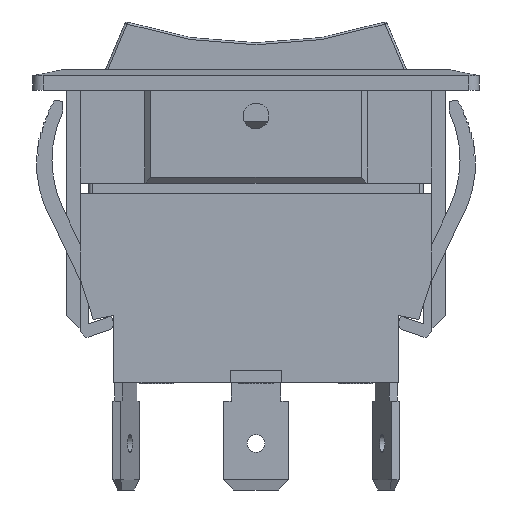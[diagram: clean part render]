
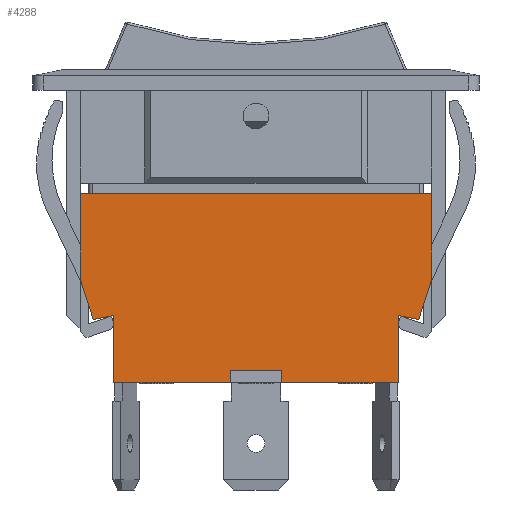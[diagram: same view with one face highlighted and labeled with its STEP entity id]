
A CAD part, front view. The second image highlights one B-rep face of the part: STEP entity #4288.
In plain terms, the highlighted planar face has unit normal (0, -1, 0).
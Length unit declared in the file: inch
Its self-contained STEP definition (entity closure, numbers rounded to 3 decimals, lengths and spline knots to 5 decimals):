
#4106=CARTESIAN_POINT('',(-0.66929,-0.38386,0.3937));
#4107=VERTEX_POINT('',#4106);
#4114=CARTESIAN_POINT('',(-0.66929,-0.38386,0.72047));
#4115=VERTEX_POINT('',#4114);
#4116=CARTESIAN_POINT('',(-0.66929,-0.38386,0.3937));
#4117=DIRECTION('',(0.0,0.0,1.0));
#4118=VECTOR('',#4117,0.32677);
#4119=LINE('',#4116,#4118);
#4120=EDGE_CURVE('',#4107,#4115,#4119,.T.);
#4158=CARTESIAN_POINT('',(0.66929,-0.38386,0.72047));
#4159=VERTEX_POINT('',#4158);
#4160=CARTESIAN_POINT('',(0.66929,-0.38386,0.72047));
#4161=DIRECTION('',(-1.0,0.0,0.0));
#4162=VECTOR('',#4161,1.33858);
#4163=LINE('',#4160,#4162);
#4164=EDGE_CURVE('',#4159,#4115,#4163,.T.);
#4185=CARTESIAN_POINT('',(0.73622,-0.38386,-0.03602));
#4186=DIRECTION('',(0.0,-1.0,0.0));
#4187=DIRECTION('',(0.0,0.0,-1.0));
#4188=AXIS2_PLACEMENT_3D('',#4185,#4186,#4187);
#4189=PLANE('',#4188);
#4190=ORIENTED_EDGE('',*,*,#4164,.T.);
#4191=ORIENTED_EDGE('',*,*,#4120,.F.);
#4192=CARTESIAN_POINT('',(-0.62008,-0.38386,0.24016));
#4193=VERTEX_POINT('',#4192);
#4194=CARTESIAN_POINT('',(-0.66929,-0.38386,0.3937));
#4195=DIRECTION('',(0.305,0.0,-0.952));
#4196=VECTOR('',#4195,0.16124);
#4197=LINE('',#4194,#4196);
#4198=EDGE_CURVE('',#4107,#4193,#4197,.T.);
#4199=ORIENTED_EDGE('',*,*,#4198,.T.);
#4200=CARTESIAN_POINT('',(-0.54134,-0.38386,0.25591));
#4201=VERTEX_POINT('',#4200);
#4202=CARTESIAN_POINT('',(-0.62008,-0.38386,0.24016));
#4203=DIRECTION('',(0.981,0.0,0.196));
#4204=VECTOR('',#4203,0.0803);
#4205=LINE('',#4202,#4204);
#4206=EDGE_CURVE('',#4193,#4201,#4205,.T.);
#4207=ORIENTED_EDGE('',*,*,#4206,.T.);
#4208=CARTESIAN_POINT('',(-0.54134,-0.38386,0.));
#4209=VERTEX_POINT('',#4208);
#4210=CARTESIAN_POINT('',(-0.54134,-0.38386,0.25591));
#4211=DIRECTION('',(0.0,0.0,-1.0));
#4212=VECTOR('',#4211,0.25591);
#4213=LINE('',#4210,#4212);
#4214=EDGE_CURVE('',#4201,#4209,#4213,.T.);
#4215=ORIENTED_EDGE('',*,*,#4214,.T.);
#4216=CARTESIAN_POINT('',(-0.09843,-0.38386,0.));
#4217=VERTEX_POINT('',#4216);
#4218=CARTESIAN_POINT('',(-0.09843,-0.38386,0.));
#4219=DIRECTION('',(-1.0,0.0,0.0));
#4220=VECTOR('',#4219,0.44291);
#4221=LINE('',#4218,#4220);
#4222=EDGE_CURVE('',#4217,#4209,#4221,.T.);
#4223=ORIENTED_EDGE('',*,*,#4222,.F.);
#4224=CARTESIAN_POINT('',(-0.09843,-0.38386,0.04724));
#4225=VERTEX_POINT('',#4224);
#4226=CARTESIAN_POINT('',(-0.09843,-0.38386,0.));
#4227=DIRECTION('',(0.0,0.0,1.0));
#4228=VECTOR('',#4227,0.04724);
#4229=LINE('',#4226,#4228);
#4230=EDGE_CURVE('',#4217,#4225,#4229,.T.);
#4231=ORIENTED_EDGE('',*,*,#4230,.T.);
#4232=CARTESIAN_POINT('',(0.09843,-0.38386,0.04724));
#4233=VERTEX_POINT('',#4232);
#4234=CARTESIAN_POINT('',(-0.09843,-0.38386,0.04724));
#4235=DIRECTION('',(1.0,0.0,0.0));
#4236=VECTOR('',#4235,0.19685);
#4237=LINE('',#4234,#4236);
#4238=EDGE_CURVE('',#4225,#4233,#4237,.T.);
#4239=ORIENTED_EDGE('',*,*,#4238,.T.);
#4240=CARTESIAN_POINT('',(0.09843,-0.38386,0.));
#4241=VERTEX_POINT('',#4240);
#4242=CARTESIAN_POINT('',(0.09843,-0.38386,0.04724));
#4243=DIRECTION('',(0.0,0.0,-1.0));
#4244=VECTOR('',#4243,0.04724);
#4245=LINE('',#4242,#4244);
#4246=EDGE_CURVE('',#4233,#4241,#4245,.T.);
#4247=ORIENTED_EDGE('',*,*,#4246,.T.);
#4248=CARTESIAN_POINT('',(0.54134,-0.38386,0.));
#4249=VERTEX_POINT('',#4248);
#4250=CARTESIAN_POINT('',(0.54134,-0.38386,0.));
#4251=DIRECTION('',(-1.0,0.0,0.0));
#4252=VECTOR('',#4251,0.44291);
#4253=LINE('',#4250,#4252);
#4254=EDGE_CURVE('',#4249,#4241,#4253,.T.);
#4255=ORIENTED_EDGE('',*,*,#4254,.F.);
#4256=CARTESIAN_POINT('',(0.54134,-0.38386,0.25591));
#4257=VERTEX_POINT('',#4256);
#4258=CARTESIAN_POINT('',(0.54134,-0.38386,0.));
#4259=DIRECTION('',(0.0,0.0,1.0));
#4260=VECTOR('',#4259,0.25591);
#4261=LINE('',#4258,#4260);
#4262=EDGE_CURVE('',#4249,#4257,#4261,.T.);
#4263=ORIENTED_EDGE('',*,*,#4262,.T.);
#4264=CARTESIAN_POINT('',(0.62008,-0.38386,0.24016));
#4265=VERTEX_POINT('',#4264);
#4266=CARTESIAN_POINT('',(0.54134,-0.38386,0.25591));
#4267=DIRECTION('',(0.981,0.0,-0.196));
#4268=VECTOR('',#4267,0.0803);
#4269=LINE('',#4266,#4268);
#4270=EDGE_CURVE('',#4257,#4265,#4269,.T.);
#4271=ORIENTED_EDGE('',*,*,#4270,.T.);
#4272=CARTESIAN_POINT('',(0.66929,-0.38386,0.3937));
#4273=VERTEX_POINT('',#4272);
#4274=CARTESIAN_POINT('',(0.62008,-0.38386,0.24016));
#4275=DIRECTION('',(0.305,0.0,0.952));
#4276=VECTOR('',#4275,0.16124);
#4277=LINE('',#4274,#4276);
#4278=EDGE_CURVE('',#4265,#4273,#4277,.T.);
#4279=ORIENTED_EDGE('',*,*,#4278,.T.);
#4280=CARTESIAN_POINT('',(0.66929,-0.38386,0.3937));
#4281=DIRECTION('',(0.0,0.0,1.0));
#4282=VECTOR('',#4281,0.32677);
#4283=LINE('',#4280,#4282);
#4284=EDGE_CURVE('',#4273,#4159,#4283,.T.);
#4285=ORIENTED_EDGE('',*,*,#4284,.T.);
#4286=EDGE_LOOP('',(#4190,#4191,#4199,#4207,#4215,#4223,#4231,#4239,#4247,#4255,#4263,#4271,#4279,#4285));
#4287=FACE_OUTER_BOUND('',#4286,.T.);
#4288=ADVANCED_FACE('',(#4287),#4189,.T.);
